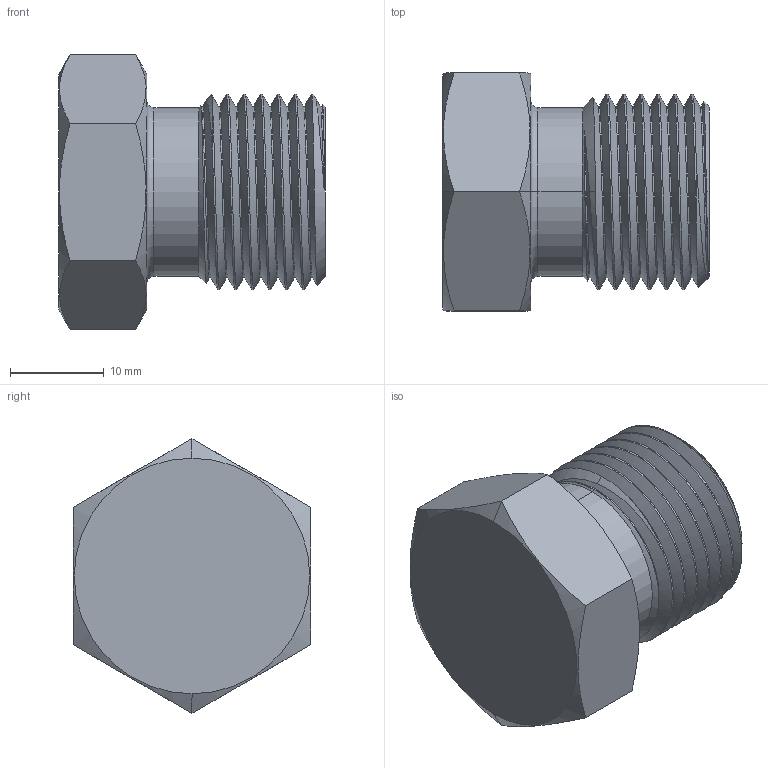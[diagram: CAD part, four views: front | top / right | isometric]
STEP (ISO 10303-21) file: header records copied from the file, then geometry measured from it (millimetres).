
FILE_DESCRIPTION (( 'STEP AP203' ), '1' );
FILE_NAME ('AD-300MSS-BL.STEP', '2025-07-30T15:04:30', ( '' ), ( '' ), 'SwSTEP 2.0', 'SolidWorks 2018', '' );
FILE_SCHEMA (( 'CONFIG_CONTROL_DESIGN' ));
Length unit declared in the file: inch
Products named in the file (1): AD-300MSS-BL
Bounding box: 28.45 x 25.4 x 29.33 mm (x, y, z)
Volume: 9881.2 mm3; surface area: 3836.6 mm2
Topology: 1 solids, 1 shells, 136 faces, 365 edges, 238 vertices
Faces by surface type: bspline 64, cylinder 31, plane 23, cone 14, torus 4
Entity records: 8678 total; most frequent: CARTESIAN_POINT 5838, ORIENTED_EDGE 726, EDGE_CURVE 363, DIRECTION 332, VERTEX_POINT 238, B_SPLINE_CURVE_WITH_KNOTS 147, EDGE_LOOP 145, ADVANCED_FACE 136
